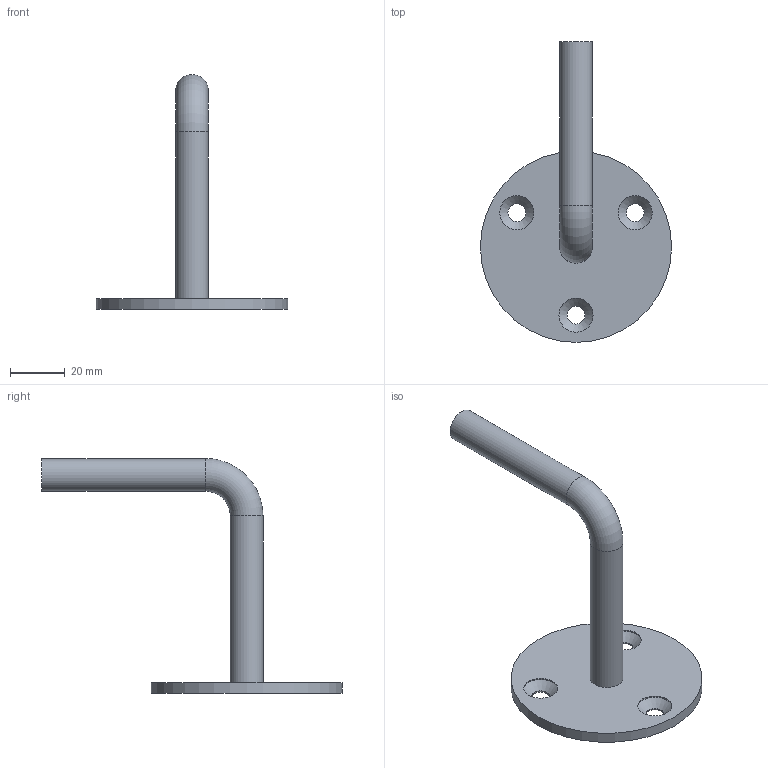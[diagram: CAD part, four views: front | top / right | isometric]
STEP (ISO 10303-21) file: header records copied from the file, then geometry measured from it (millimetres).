
FILE_DESCRIPTION (( 'STEP AP203' ), '1' );
FILE_NAME ('50300-240-3-G.step', '2021-11-25T15:03:37', ( '' ), ( '' ), 'SwSTEP 2.0', 'SolidWorks 2018', '' );
FILE_SCHEMA (( 'CONFIG_CONTROL_DESIGN' ));
Length unit declared in the file: millimetre
Products named in the file (7): socket countersunk head screw_din_DIN 7991 - M6 x 16 --- 9.7S; 50300-240-3-G Teil2_50300-240-3-G Teil2; 50300-240-3-G Teil1; 50300-240-3-G Teil2; socket countersunk head screw_din; 50300-240-3-G; 50300-240-3-G Teil1_50300-240-3-G Teil1
Assembly tree (3 placements, depth 2):
  50300-240-3-G Teil1
  50300-240-3-G Teil2
  socket countersunk head screw_din
  50300-240-3-G
    50300-240-3-G Teil1_50300-240-3-G Teil1
    50300-240-3-G Teil2_50300-240-3-G Teil2
    socket countersunk head screw_din_DIN 7991 - M6 x 16 --- 9.7S
Bounding box: 70 x 110 x 86 mm (x, y, z)
Volume: 30518.3 mm3; surface area: 15214.9 mm2
Topology: 3 solids, 3 shells, 338 faces, 862 edges, 559 vertices
Faces by surface type: plane 148, bspline 135, cone 29, cylinder 24, torus 2
Full cylindrical faces by diameter (mm): 5 x1, 6 x11, 6.5 x4, 11.57 x1, 12 x2, 12.5 x4, 70 x1
Entity records: 18336 total; most frequent: CARTESIAN_POINT 10670, ORIENTED_EDGE 1598, DIRECTION 1016, EDGE_CURVE 799, VERTEX_POINT 551, VECTOR 462, LINE 462, EDGE_LOOP 430
